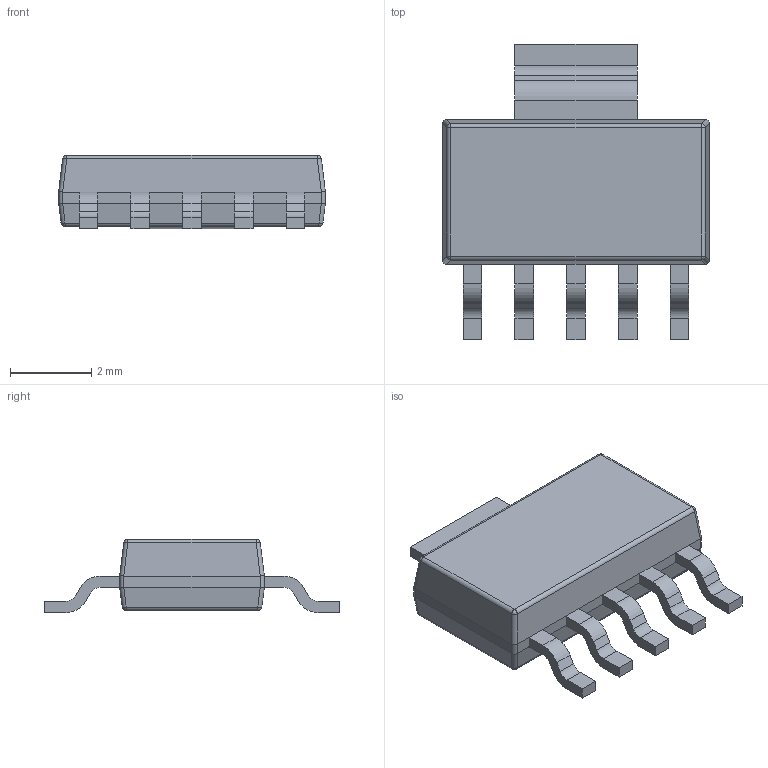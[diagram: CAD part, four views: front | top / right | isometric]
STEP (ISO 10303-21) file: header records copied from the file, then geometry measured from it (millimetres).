
FILE_DESCRIPTION(('STEP AP214'), '1');
FILE_NAME('TI_DCQ_R-PDSO-G6', '2016-11-10T17:45:47', ('Nobody'), (''), 'ASCON STEP Converter 1.3', 'ASCON Math Kernel', '');
FILE_SCHEMA(('AUTOMOTIVE_DESIGN { 1 0 10303 214 3 1 1}'));
Length unit declared in the file: millimetre
Bounding box: 6.55 x 7.26 x 1.8 mm (x, y, z)
Volume: 42.7 mm3; surface area: 112.5 mm2
Topology: 7 solids, 7 shells, 126 faces, 328 edges, 214 vertices
Faces by surface type: plane 74, cylinder 44, bspline 8
Entity records: 4927 total; most frequent: CARTESIAN_POINT 791, DIRECTION 622, ORIENTED_EDGE 592, EDGE_CURVE 296, LINE 240, VECTOR 240, AXIS2_PLACEMENT_3D 191, VERTEX_POINT 184
